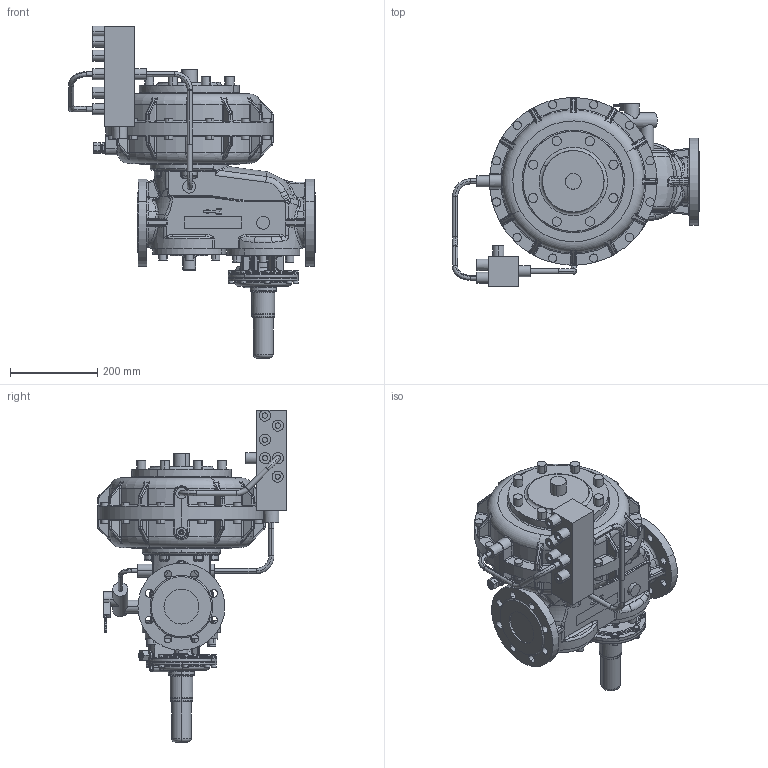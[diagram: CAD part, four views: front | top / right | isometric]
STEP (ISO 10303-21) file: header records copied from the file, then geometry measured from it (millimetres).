
FILE_DESCRIPTION(('CATIA V5 STEP Exchange'),'2;1');
FILE_NAME('RSP 255-080-385-R70-020.stp','2018-04-09T13:04:05+00:00',('none'),('none'),'CATIA Version 5 Release 19 SP 2 (IN-10)','CATIA V5 STEP AP214','none');
FILE_SCHEMA(('AUTOMOTIVE_DESIGN { 1 0 10303 214 1 1 1 1 }'));
Products named in the file (1): RSP 255-080-385-R70-020
Bounding box: 567.5 x 433.75 x 763.03 mm (x, y, z)
Volume: 28768055.4 mm3; surface area: 1126851.2 mm2
Topology: 1 solids, 23 shells, 2490 faces, 6063 edges, 3567 vertices
Faces by surface type: cylinder 959, torus 570, plane 406, bspline 390, cone 94, sphere 70, revolution 1
Entity records: 113525 total; most frequent: CARTESIAN_POINT 63131, ORIENTED_EDGE 11844, DIRECTION 7471, EDGE_CURVE 5922, AXIS2_PLACEMENT_3D 4279, VERTEX_POINT 3567, EDGE_LOOP 2621, CIRCLE 2569
